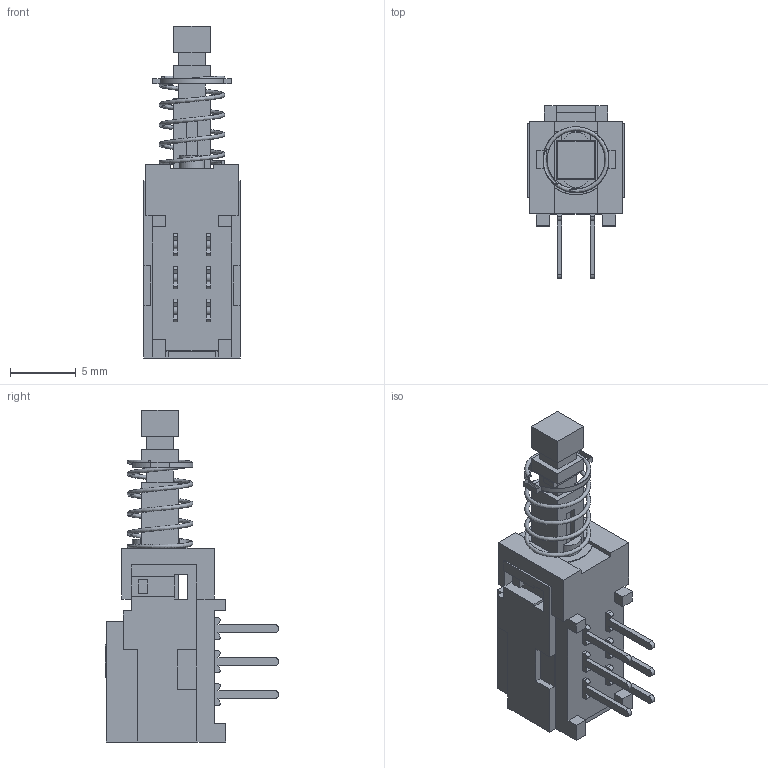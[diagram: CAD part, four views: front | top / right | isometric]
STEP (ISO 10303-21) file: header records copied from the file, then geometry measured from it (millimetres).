
FILE_DESCRIPTION((' '),'2;1');
FILE_NAME('PBH2UxxNAGX.stp','2017-07-25T14:38:25',(' '),(' '),' ','ACIS',' ');
FILE_SCHEMA(('CONFIG_CONTROL_DESIGN'));
Length unit declared in the file: inch
Products named in the file (1): PBH2UxxNAGX.stp
Bounding box: 7.3 x 13.15 x 25.2 mm (x, y, z)
Volume: 582.2 mm3; surface area: 1289.5 mm2
Topology: 1 solids, 1 shells, 285 faces, 837 edges, 552 vertices
Faces by surface type: plane 253, cylinder 30, bspline 2
Entity records: 10293 total; most frequent: CARTESIAN_POINT 2538, ORIENTED_EDGE 1674, DIRECTION 1459, EDGE_CURVE 837, VECTOR 755, LINE 755, VERTEX_POINT 552, AXIS2_PLACEMENT_3D 352
